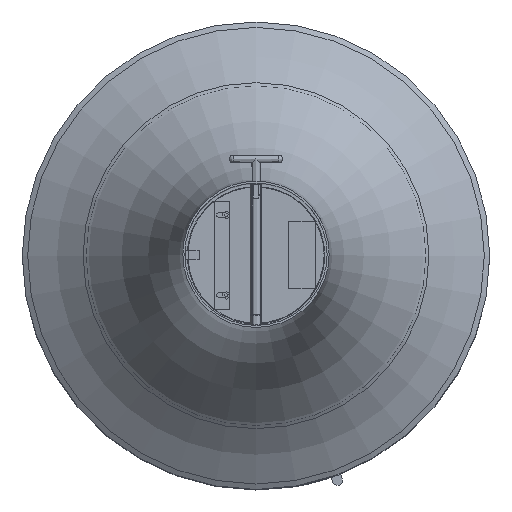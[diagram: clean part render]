
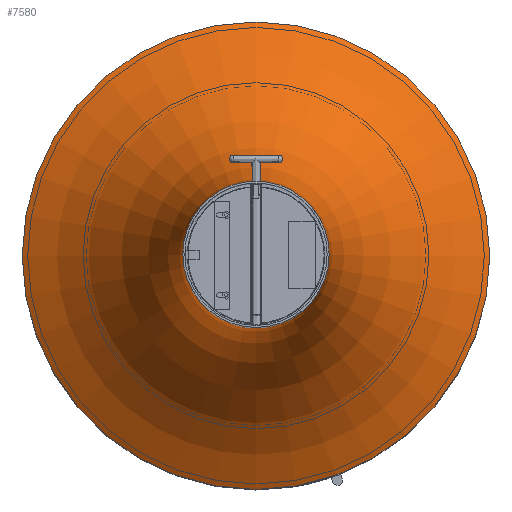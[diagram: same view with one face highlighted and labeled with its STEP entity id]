
A CAD part, top view. The second image highlights one B-rep face of the part: STEP entity #7580.
In plain terms, the highlighted toroidal (fillet/blend) face has major radius 535.25 mm and minor radius 427.25 mm.
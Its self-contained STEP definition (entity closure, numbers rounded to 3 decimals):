
#7580=ADVANCED_FACE('',(#17599,#17600),#17601,.F.);
#17599=FACE_OUTER_BOUND('',#31698,.T.);
#17600=FACE_OUTER_BOUND('',#31699,.T.);
#17601=TOROIDAL_SURFACE('',#31700,535.25,427.25);
#31698=EDGE_LOOP('',(#137197));
#31699=EDGE_LOOP('',(#137198));
#31700=AXIS2_PLACEMENT_3D('',#137199,#137200,#137201);
#137197=ORIENTED_EDGE('',*,*,#171847,.T.);
#137198=ORIENTED_EDGE('',*,*,#171863,.F.);
#137199=CARTESIAN_POINT('',(2466.094,4367.208,-1162.5));
#137200=DIRECTION('',(0.0,0.0,1.0));
#137201=DIRECTION('',(1.0,0.,0.0));
#171847=EDGE_CURVE('',#187095,#187095,#187096,.T.);
#171863=EDGE_CURVE('',#187120,#187120,#187121,.T.);
#187095=VERTEX_POINT('',#209008);
#187096=CIRCLE('',#209009,350.0);
#187120=VERTEX_POINT('',#209033);
#187121=CIRCLE('',#209034,108.0);
#209008=CARTESIAN_POINT('',(2116.094,4367.208,-1547.5));
#209009=AXIS2_PLACEMENT_3D('',#261242,#261243,#261244);
#209033=CARTESIAN_POINT('',(2358.094,4367.208,-1162.5));
#209034=AXIS2_PLACEMENT_3D('',#261269,#261270,#261271);
#261242=CARTESIAN_POINT('',(2466.094,4367.208,-1547.5));
#261243=DIRECTION('',(0.0,0.0,1.0));
#261244=DIRECTION('',(-1.0,0.,0.0));
#261269=CARTESIAN_POINT('',(2466.094,4367.208,-1162.5));
#261270=DIRECTION('',(0.0,0.0,1.0));
#261271=DIRECTION('',(-1.0,0.,0.0));
